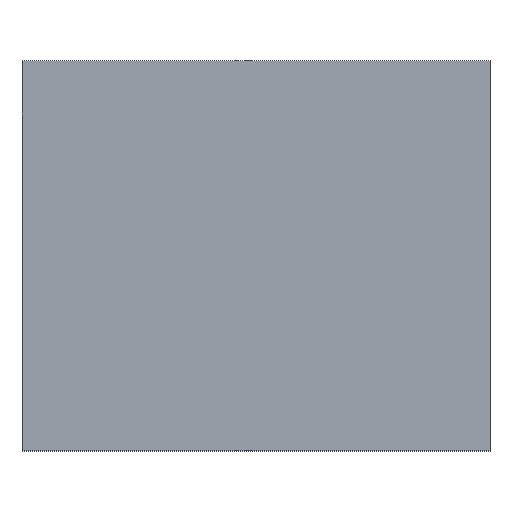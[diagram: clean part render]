
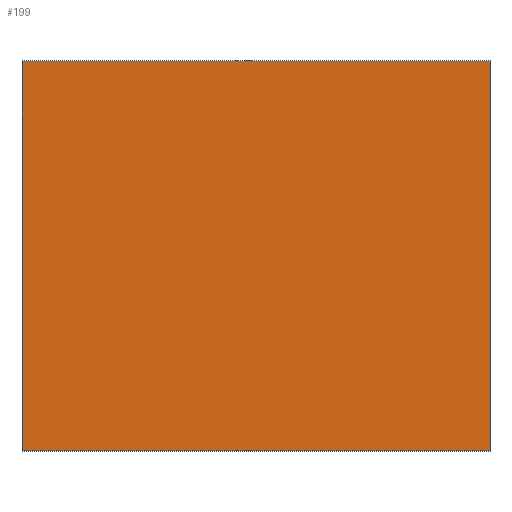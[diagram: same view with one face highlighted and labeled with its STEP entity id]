
A CAD part, top view. The second image highlights one B-rep face of the part: STEP entity #199.
In plain terms, the highlighted planar face has unit normal (0, 0, 1).
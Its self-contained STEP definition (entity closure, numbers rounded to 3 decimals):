
#27=FACE_OUTER_BOUND('',#39,.T.);
#39=EDGE_LOOP('',(#169,#170,#171,#172));
#55=LINE('',#312,#79);
#58=LINE('',#318,#82);
#61=LINE('',#324,#85);
#64=LINE('',#328,#88);
#79=VECTOR('',#258,10.);
#82=VECTOR('',#263,10.);
#85=VECTOR('',#268,10.);
#88=VECTOR('',#273,10.);
#99=VERTEX_POINT('',#309);
#100=VERTEX_POINT('',#311);
#102=VERTEX_POINT('',#317);
#104=VERTEX_POINT('',#323);
#119=EDGE_CURVE('',#100,#99,#55,.T.);
#122=EDGE_CURVE('',#102,#100,#58,.T.);
#125=EDGE_CURVE('',#104,#102,#61,.T.);
#128=EDGE_CURVE('',#99,#104,#64,.T.);
#169=ORIENTED_EDGE('',*,*,#128,.T.);
#170=ORIENTED_EDGE('',*,*,#125,.T.);
#171=ORIENTED_EDGE('',*,*,#122,.T.);
#172=ORIENTED_EDGE('',*,*,#119,.T.);
#187=PLANE('',#226);
#199=ADVANCED_FACE('',(#27),#187,.T.);
#226=AXIS2_PLACEMENT_3D('',#329,#274,#275);
#258=DIRECTION('',(0.,1.,0.));
#263=DIRECTION('',(1.,0.,0.));
#268=DIRECTION('',(0.,-1.,0.));
#273=DIRECTION('',(-1.,0.,0.));
#274=DIRECTION('center_axis',(0.,0.,1.));
#275=DIRECTION('ref_axis',(-1.,0.,0.));
#309=CARTESIAN_POINT('',(60.,50.,20.));
#311=CARTESIAN_POINT('',(60.,0.,20.));
#312=CARTESIAN_POINT('',(60.,0.,20.));
#317=CARTESIAN_POINT('',(0.,0.,20.));
#318=CARTESIAN_POINT('',(0.,0.,20.));
#323=CARTESIAN_POINT('',(0.,50.,20.));
#324=CARTESIAN_POINT('',(0.,50.,20.));
#328=CARTESIAN_POINT('',(60.,50.,20.));
#329=CARTESIAN_POINT('Origin',(30.,25.,20.));
